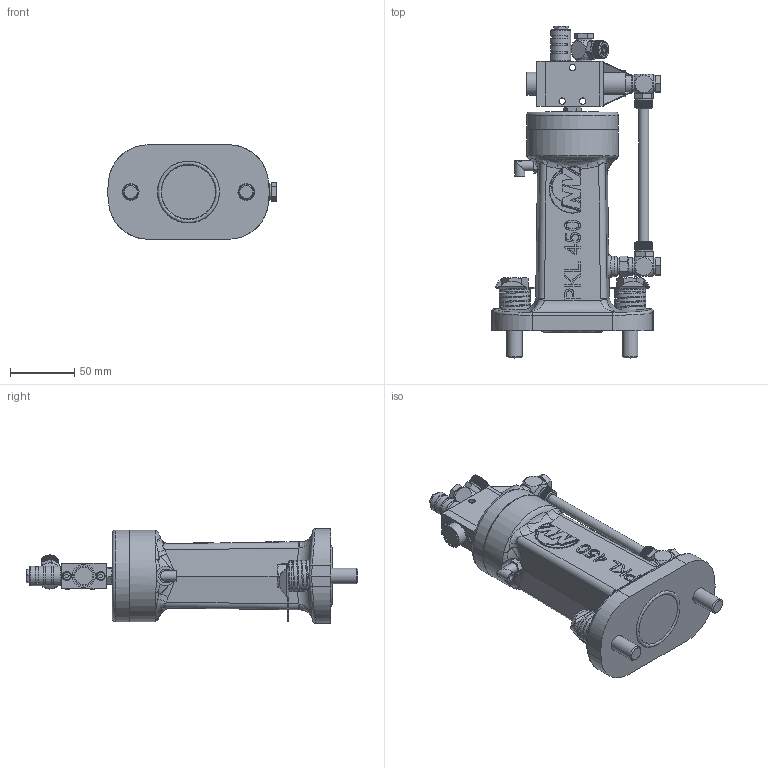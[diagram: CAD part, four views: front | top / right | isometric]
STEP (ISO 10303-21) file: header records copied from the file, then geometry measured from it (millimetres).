
FILE_DESCRIPTION (( 'STEP AP203' ), '1' );
FILE_NAME ('PKL 450 ST.STEP', '2015-03-30T14:54:12', ( 'Netter' ), ( 'Microsoft' ), 'SwSTEP 2.0', 'SolidWorks 2015', '' );
FILE_SCHEMA (( 'CONFIG_CONTROL_DESIGN' ));
Products named in the file (1): PKL 450 ST
Bounding box: 131.5 x 258.5 x 73.5 mm (x, y, z)
Volume: 689481 mm3; surface area: 139735.5 mm2
Topology: 37 solids, 37 shells, 5235 faces, 14497 edges, 9416 vertices
Faces by surface type: cone 2486, cylinder 1336, plane 1185, bspline 177, torus 42, sphere 9
Full cylindrical faces by diameter (mm): 2.5 x4, 3 x2, 3.4 x4, 3.5 x6, 4 x2, 4.5 x6, 5 x10, 5.5 x2, 6 x5, 6.4 x3, 6.425 x1, 6.5 x6, 7 x2, 7.3 x4, 8 x3, 8.3 x3, 8.5 x3, 8.566 x8, 8.7 x8, 9.67 x3, 9.728 x1, 9.73 x5, 10 x10, 10.1 x3, 10.2 x4, 10.5 x4, 11.445 x3, 11.87 x3, 12 x2, 12.5 x2
Entity records: 178771 total; most frequent: CARTESIAN_POINT 54610, ORIENTED_EDGE 28232, DIRECTION 23115, EDGE_CURVE 14116, AXIS2_PLACEMENT_3D 9640, VERTEX_POINT 9314, EDGE_LOOP 5670, B_SPLINE_CURVE_WITH_KNOTS 5625
